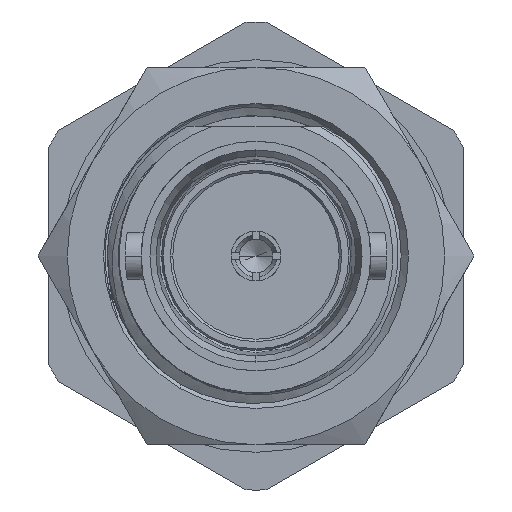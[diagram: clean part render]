
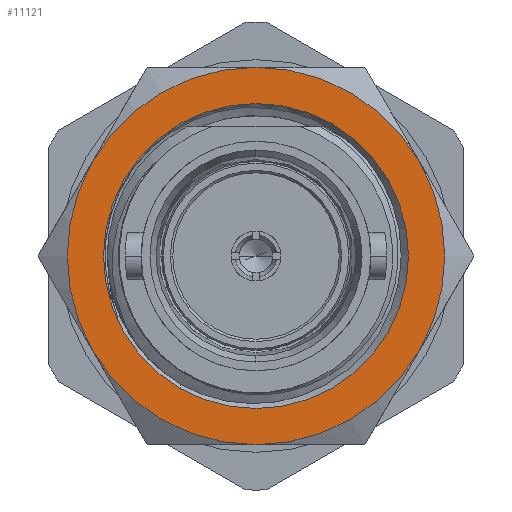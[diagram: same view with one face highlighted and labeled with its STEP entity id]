
A CAD part, left-side view. The second image highlights one B-rep face of the part: STEP entity #11121.
In plain terms, the highlighted planar face has unit normal (-1, 0, 0).
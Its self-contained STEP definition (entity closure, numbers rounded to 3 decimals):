
#1180=CARTESIAN_POINT('',(0.4,0.,0.));
#1181=DIRECTION('',(-1.,0.,0.));
#1182=DIRECTION('',(0.,-0.5,0.866));
#1183=AXIS2_PLACEMENT_3D('',#1180,#1181,#1182);
#2765=CARTESIAN_POINT('',(0.4,0.,0.));
#2766=DIRECTION('',(-1.,0.,0.));
#2767=DIRECTION('',(0.,0.5,-0.866));
#2768=AXIS2_PLACEMENT_3D('',#2765,#2766,#2767);
#2774=CARTESIAN_POINT('',(0.4,0.,0.));
#2775=DIRECTION('',(1.,0.,0.));
#2776=DIRECTION('',(0.,0.866,-0.5));
#2777=AXIS2_PLACEMENT_3D('',#2774,#2775,#2776);
#2779=CARTESIAN_POINT('',(0.4,0.,0.));
#2780=DIRECTION('',(1.,0.,0.));
#2781=DIRECTION('',(0.,0.866,0.5));
#2782=AXIS2_PLACEMENT_3D('',#2779,#2780,#2781);
#2784=CARTESIAN_POINT('',(0.4,0.,0.));
#2785=DIRECTION('',(1.,0.,0.));
#2786=DIRECTION('',(0.,-0.866,0.5));
#2787=AXIS2_PLACEMENT_3D('',#2784,#2785,#2786);
#2789=CARTESIAN_POINT('',(0.4,0.,0.));
#2790=DIRECTION('',(1.,0.,0.));
#2791=DIRECTION('',(0.,-0.866,-0.5));
#2792=AXIS2_PLACEMENT_3D('',#2789,#2790,#2791);
#2794=CARTESIAN_POINT('',(0.4,0.,0.));
#2795=DIRECTION('',(-1.,0.,0.));
#2796=DIRECTION('',(0.,0.866,-0.5));
#2797=AXIS2_PLACEMENT_3D('',#2794,#2795,#2796);
#3037=CARTESIAN_POINT('',(0.4,0.,0.));
#3038=DIRECTION('',(-1.,0.,0.));
#3039=DIRECTION('',(0.,-0.866,0.5));
#3040=AXIS2_PLACEMENT_3D('',#3037,#3038,#3039);
#7374=CARTESIAN_POINT('',(0.4,-3.207,5.554));
#7375=CARTESIAN_POINT('',(0.4,3.207,-5.554));
#7376=VERTEX_POINT('',#7374);
#7377=VERTEX_POINT('',#7375);
#7384=CARTESIAN_POINT('',(0.4,6.874,-3.969));
#7385=CARTESIAN_POINT('',(0.4,6.874,3.969));
#7386=VERTEX_POINT('',#7384);
#7387=VERTEX_POINT('',#7385);
#7388=CARTESIAN_POINT('',(0.4,0.,7.938));
#7389=VERTEX_POINT('',#7388);
#7390=CARTESIAN_POINT('',(0.4,-6.874,3.969));
#7391=CARTESIAN_POINT('',(0.4,-6.874,-3.969));
#7392=VERTEX_POINT('',#7390);
#7393=VERTEX_POINT('',#7391);
#7394=CARTESIAN_POINT('',(0.4,0.,-7.938));
#7395=VERTEX_POINT('',#7394);
#11098=CARTESIAN_POINT('',(0.4,0.,0.));
#11099=DIRECTION('',(1.,0.,0.));
#11100=DIRECTION('',(0.,-0.5,0.866));
#11101=AXIS2_PLACEMENT_3D('',#11098,#11099,#11100);
#11102=PLANE('',#11101);
#11104=ORIENTED_EDGE('',*,*,#11103,.F.);
#11106=ORIENTED_EDGE('',*,*,#11105,.T.);
#11108=ORIENTED_EDGE('',*,*,#11107,.T.);
#11110=ORIENTED_EDGE('',*,*,#11109,.F.);
#11112=ORIENTED_EDGE('',*,*,#11111,.T.);
#11114=ORIENTED_EDGE('',*,*,#11113,.T.);
#11115=EDGE_LOOP('',(#11104,#11106,#11108,#11110,#11112,#11114));
#11116=FACE_OUTER_BOUND('',#11115,.F.);
#11117=ORIENTED_EDGE('',*,*,#11092,.T.);
#11118=ORIENTED_EDGE('',*,*,#9565,.T.);
#11119=EDGE_LOOP('',(#11117,#11118));
#11120=FACE_BOUND('',#11119,.F.);
#11121=ADVANCED_FACE('',(#11116,#11120),#11102,.F.);
#1184=CIRCLE('',#1183,6.414);
#2769=CIRCLE('',#2768,6.414);
#2778=CIRCLE('',#2777,7.938);
#2783=CIRCLE('',#2782,7.938);
#2788=CIRCLE('',#2787,7.938);
#2793=CIRCLE('',#2792,7.938);
#2798=CIRCLE('',#2797,7.938);
#3041=CIRCLE('',#3040,7.938);
#9565=EDGE_CURVE('',#7376,#7377,#1184,.T.);
#11092=EDGE_CURVE('',#7377,#7376,#2769,.T.);
#11103=EDGE_CURVE('',#7386,#7395,#2798,.T.);
#11105=EDGE_CURVE('',#7386,#7387,#2778,.T.);
#11107=EDGE_CURVE('',#7387,#7389,#2783,.T.);
#11109=EDGE_CURVE('',#7392,#7389,#3041,.T.);
#11111=EDGE_CURVE('',#7392,#7393,#2788,.T.);
#11113=EDGE_CURVE('',#7393,#7395,#2793,.T.);
